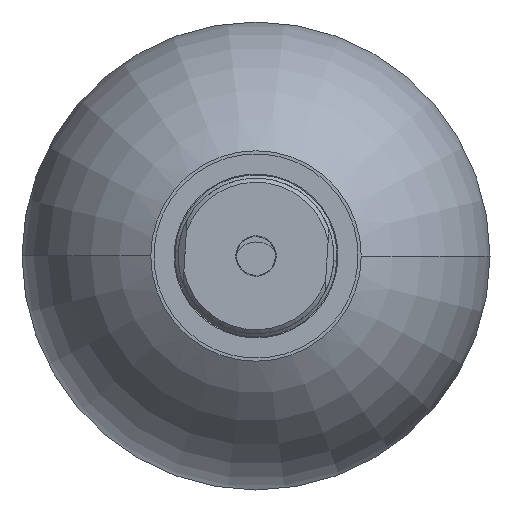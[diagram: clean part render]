
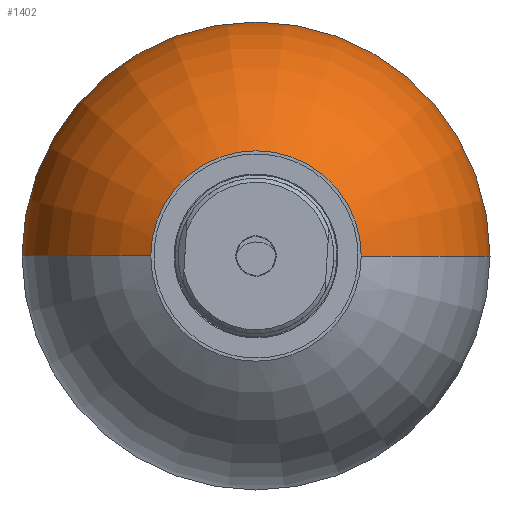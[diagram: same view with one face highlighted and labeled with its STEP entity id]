
A CAD part, front view. The second image highlights one B-rep face of the part: STEP entity #1402.
In plain terms, the highlighted toroidal (fillet/blend) face has major radius 10.569 mm and minor radius 125.069 mm.
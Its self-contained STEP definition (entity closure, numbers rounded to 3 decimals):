
#17 = CARTESIAN_POINT ( 'NONE',  ( -114.5, -804.594, 0. ) ) ;
#59 = DIRECTION ( 'NONE',  ( 1., 0., 0. ) ) ;
#133 = DIRECTION ( 'NONE',  ( 1., 0., 0. ) ) ;
#144 = AXIS2_PLACEMENT_3D ( 'NONE', #216, #415, #391 ) ;
#190 = AXIS2_PLACEMENT_3D ( 'NONE', #1984, #1969, #59 ) ;
#216 = CARTESIAN_POINT ( 'NONE',  ( 10.569, -804.594, 0. ) ) ;
#289 = CIRCLE ( 'NONE', #144, 125.069 ) ;
#328 = VERTEX_POINT ( 'NONE', #1715 ) ;
#391 = DIRECTION ( 'NONE',  ( 1., 0., 0. ) ) ;
#412 = EDGE_CURVE ( 'NONE', #328, #1420, #527, .T. ) ;
#415 = DIRECTION ( 'NONE',  ( 0., 0., 1. ) ) ;
#448 = DIRECTION ( 'NONE',  ( -1., 0., 0. ) ) ;
#499 = CARTESIAN_POINT ( 'NONE',  ( 0., -804.594, 0. ) ) ;
#527 = CIRCLE ( 'NONE', #1356, 51.5 ) ;
#529 = CARTESIAN_POINT ( 'NONE',  ( 0., -913.174, 0. ) ) ;
#560 = ORIENTED_EDGE ( 'NONE', *, *, #1233, .F. ) ;
#564 = EDGE_CURVE ( 'NONE', #920, #1420, #289, .T. ) ;
#719 = AXIS2_PLACEMENT_3D ( 'NONE', #1319, #1494, #448 ) ;
#920 = VERTEX_POINT ( 'NONE', #17 ) ;
#924 = CARTESIAN_POINT ( 'NONE',  ( 114.5, -804.594, 0. ) ) ;
#1017 = CARTESIAN_POINT ( 'NONE',  ( -51.5, -913.174, 0. ) ) ;
#1027 = CIRCLE ( 'NONE', #719, 125.069 ) ;
#1084 = DIRECTION ( 'NONE',  ( 0., -1., 0. ) ) ;
#1086 = AXIS2_PLACEMENT_3D ( 'NONE', #499, #1733, #133 ) ;
#1158 = TOROIDAL_SURFACE ( 'NONE', #1086, -10.569, 125.069 ) ;
#1233 = EDGE_CURVE ( 'NONE', #2086, #328, #1027, .T. ) ;
#1319 = CARTESIAN_POINT ( 'NONE',  ( -10.569, -804.594, 0. ) ) ;
#1356 = AXIS2_PLACEMENT_3D ( 'NONE', #529, #1084, #1602 ) ;
#1373 = CIRCLE ( 'NONE', #190, 114.5 ) ;
#1402 = ADVANCED_FACE ( 'NONE', ( #1816 ), #1158, .T. ) ;
#1420 = VERTEX_POINT ( 'NONE', #1017 ) ;
#1494 = DIRECTION ( 'NONE',  ( 0., 0., -1. ) ) ;
#1503 = ORIENTED_EDGE ( 'NONE', *, *, #564, .T. ) ;
#1602 = DIRECTION ( 'NONE',  ( 1., 0., 0. ) ) ;
#1715 = CARTESIAN_POINT ( 'NONE',  ( 51.5, -913.174, 0. ) ) ;
#1733 = DIRECTION ( 'NONE',  ( 0., -1., 0. ) ) ;
#1816 = FACE_OUTER_BOUND ( 'NONE', #1867, .T. ) ;
#1867 = EDGE_LOOP ( 'NONE', ( #1972, #1503, #2228, #560 ) ) ;
#1969 = DIRECTION ( 'NONE',  ( 0., -1., 0. ) ) ;
#1972 = ORIENTED_EDGE ( 'NONE', *, *, #2097, .T. ) ;
#1984 = CARTESIAN_POINT ( 'NONE',  ( 0., -804.594, 0. ) ) ;
#2086 = VERTEX_POINT ( 'NONE', #924 ) ;
#2097 = EDGE_CURVE ( 'NONE', #2086, #920, #1373, .T. ) ;
#2228 = ORIENTED_EDGE ( 'NONE', *, *, #412, .F. ) ;
